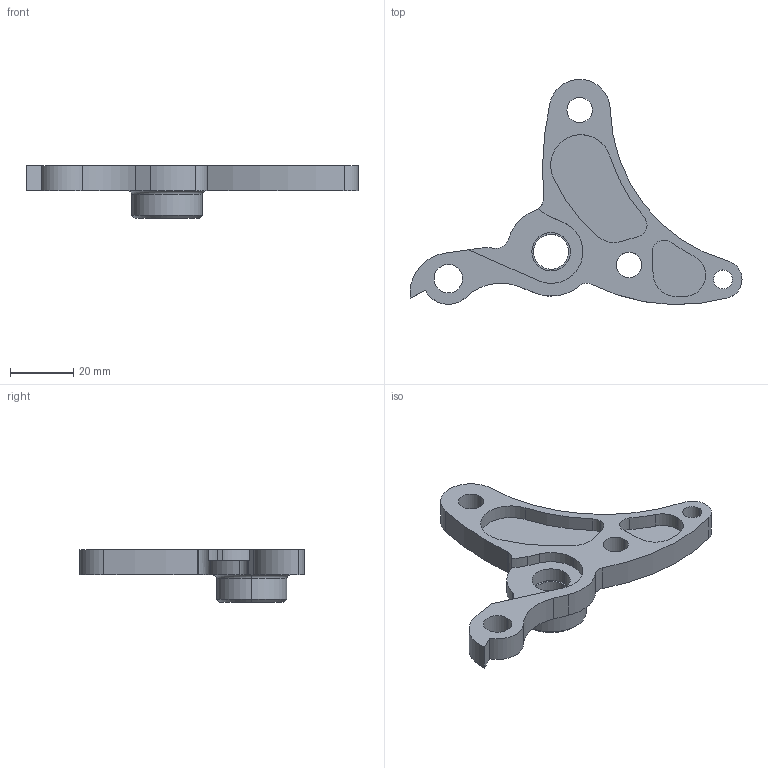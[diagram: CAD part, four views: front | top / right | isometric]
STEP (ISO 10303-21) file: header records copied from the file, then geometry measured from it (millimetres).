
FILE_DESCRIPTION (( 'STEP AP214' ), '1' );
FILE_NAME ('DR4096.STEP', '2019-02-27T17:32:52', ( '' ), ( '' ), 'SwSTEP 2.0', 'SolidWorks 2019', '' );
FILE_SCHEMA (( 'AUTOMOTIVE_DESIGN' ));
Length unit declared in the file: millimetre
Products named in the file (1): DR4096
Bounding box: 104.71 x 71 x 16.65 mm (x, y, z)
Volume: 18889.8 mm3; surface area: 10406.1 mm2
Topology: 1 solids, 1 shells, 63 faces, 167 edges, 110 vertices
Faces by surface type: cylinder 45, plane 14, cone 2, torus 2
Entity records: 2060 total; most frequent: DIRECTION 392, CARTESIAN_POINT 341, ORIENTED_EDGE 334, EDGE_CURVE 167, AXIS2_PLACEMENT_3D 161, VERTEX_POINT 110, CIRCLE 97, EDGE_LOOP 77
